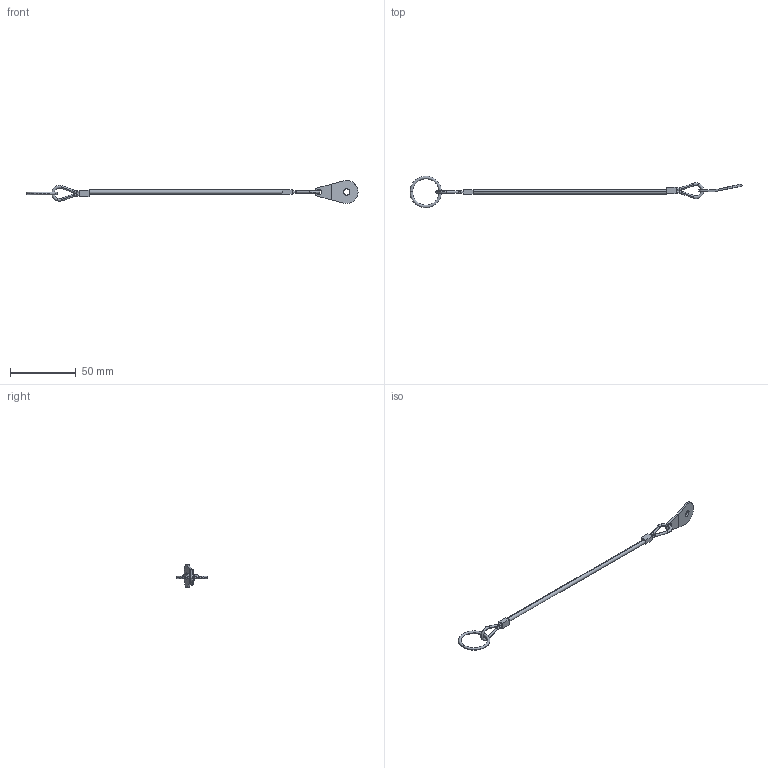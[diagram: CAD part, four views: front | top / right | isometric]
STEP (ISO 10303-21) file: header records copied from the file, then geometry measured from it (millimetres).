
FILE_DESCRIPTION(('STEP AP214'),'1');
FILE_NAME('HALDERN_EH_22400_1312.stp','2017-11-08T12:41:05',('TraceParts'),('TraceParts S.A.'),'Spatial InterOp 3D',' ',' ');
FILE_SCHEMA(('automotive_design'));
Length unit declared in the file: millimetre
Products named in the file (3): HALDERN_EH_22400_1312_1; HALDERN_EH_22400_1312_2; HALDERN_EH_22400_1312_3
Bounding box: 252.58 x 24 x 17.47 mm (x, y, z)
Volume: 2526.9 mm3; surface area: 3719.2 mm2
Topology: 3 solids, 3 shells, 68 faces, 183 edges, 119 vertices
Faces by surface type: cylinder 27, plane 21, torus 20
Entity records: 3125 total; most frequent: DIRECTION 441, CARTESIAN_POINT 373, ORIENTED_EDGE 366, AXIS2_PLACEMENT_3D 187, EDGE_CURVE 183, STYLED_ITEM 134, PRESENTATION_STYLE_ASSIGNMENT 134, COLOUR_RGB 134
